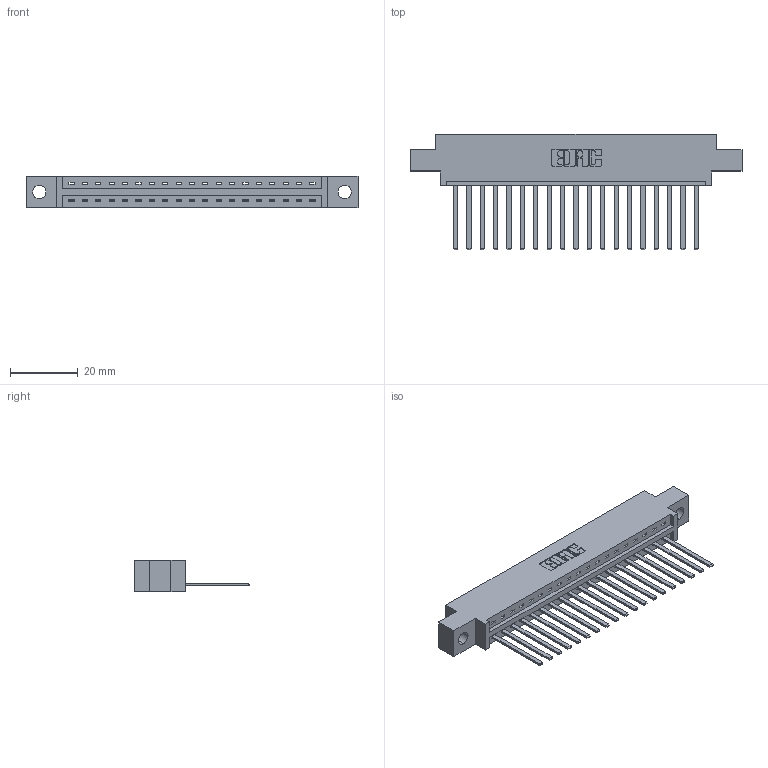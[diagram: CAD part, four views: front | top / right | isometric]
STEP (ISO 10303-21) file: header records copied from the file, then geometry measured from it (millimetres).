
FILE_DESCRIPTION (( 'STEP AP203' ), '1' );
FILE_NAME ('387-019-544-604.STEP', '2018-09-13T05:30:58', ( '' ), ( '' ), 'SwSTEP 2.0', 'SolidWorks 2016', '' );
FILE_SCHEMA (( 'CONFIG_CONTROL_DESIGN' ));
Length unit declared in the file: inch
Products named in the file (3): 337 Part_0.170 Offset - 0.156 Dia-TH; 345-292-001_345-293-144; 387-019-544-604
Assembly tree (20 placements, depth 2):
  387-019-544-604
    337 Part_0.170 Offset - 0.156 Dia-TH
    345-292-001_345-293-144  x19
Bounding box: 98.3 x 34.3 x 9.4 mm (x, y, z)
Volume: 9943.3 mm3; surface area: 10762.8 mm2
Topology: 20 solids, 20 shells, 1182 faces, 3553 edges, 2342 vertices
Faces by surface type: plane 872, cylinder 310
Entity records: 17049 total; most frequent: CARTESIAN_POINT 2975, ORIENTED_EDGE 2930, DIRECTION 2547, EDGE_CURVE 1465, LINE 1341, VECTOR 1341, VERTEX_POINT 974, AXIS2_PLACEMENT_3D 603
